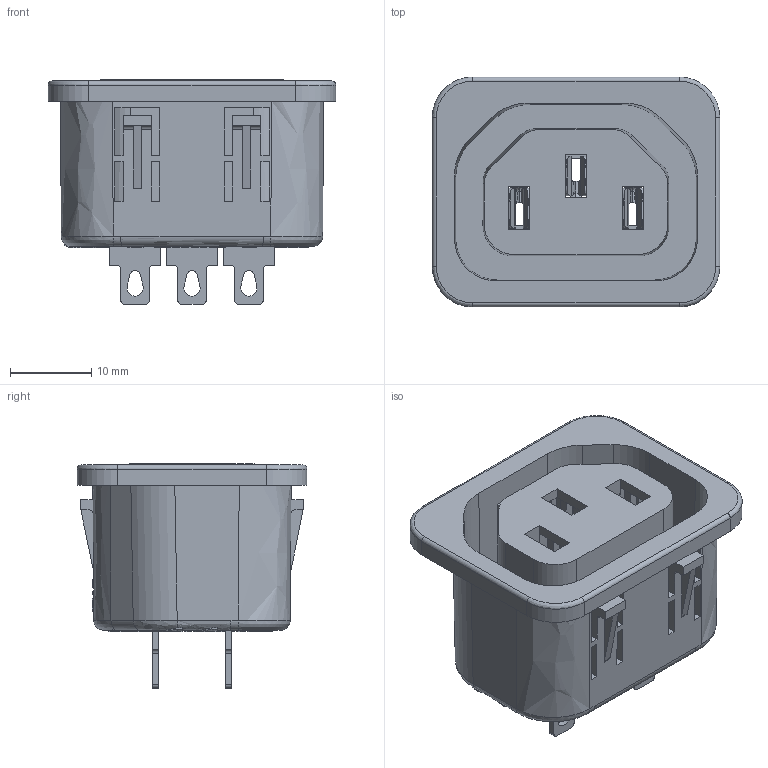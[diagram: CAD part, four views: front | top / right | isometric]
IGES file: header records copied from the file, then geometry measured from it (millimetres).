
Start section: Elysium IGES Interface
Global section: file name: 160H83030630_R6_Sheet-F_Snap-In_1.5mm_Solder-Tab_Assy_8-21-12.igs; native system: SolidDesigner 14.50  18-Oct-2006; preprocessor: OneSpace IGES_3D V2.2; author: Unknown; organization: Unknown; date: 20130213.124939; units: millimetre
Bounding box: 35.4 x 28.3 x 27.68 mm (x, y, z)
Volume: 6683.6 mm3; surface area: 11670 mm2
Topology: 5 solids, 5 shells, 2194 faces, 6258 edges, 4147 vertices
Faces by surface type: bspline 2194
